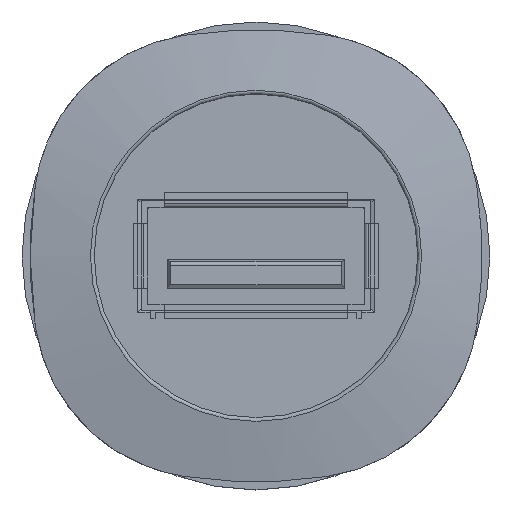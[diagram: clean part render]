
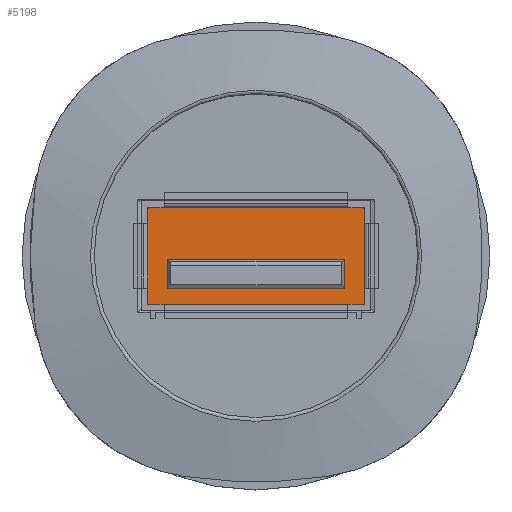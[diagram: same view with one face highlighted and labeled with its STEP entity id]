
A CAD part, top view. The second image highlights one B-rep face of the part: STEP entity #5198.
In plain terms, the highlighted planar face has unit normal (0, 0, 1).
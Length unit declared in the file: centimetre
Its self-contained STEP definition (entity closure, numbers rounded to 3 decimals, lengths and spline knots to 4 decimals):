
#80=PLANE('',#5524);
#259=FACE_BOUND('',#636,.T.);
#318=FACE_OUTER_BOUND('',#635,.T.);
#635=EDGE_LOOP('',(#3574,#3575,#3576,#3577,#3578,#3579));
#636=EDGE_LOOP('',(#3580,#3581,#3582,#3583));
#982=LINE('',#7712,#1527);
#983=LINE('',#7716,#1528);
#984=LINE('',#7718,#1529);
#985=LINE('',#7719,#1530);
#986=LINE('',#7722,#1531);
#987=LINE('',#7724,#1532);
#988=LINE('',#7726,#1533);
#989=LINE('',#7727,#1534);
#1527=VECTOR('',#6079,1.3312);
#1528=VECTOR('',#6082,0.591);
#1529=VECTOR('',#6083,1.34);
#1530=VECTOR('',#6084,0.591);
#1531=VECTOR('',#6085,0.18);
#1532=VECTOR('',#6086,1.1);
#1533=VECTOR('',#6087,0.18);
#1534=VECTOR('',#6088,1.1);
#2071=CIRCLE('',#5525,0.07);
#2072=CIRCLE('',#5526,0.07);
#2270=VERTEX_POINT('',#7708);
#2271=VERTEX_POINT('',#7709);
#2272=VERTEX_POINT('',#7711);
#2273=VERTEX_POINT('',#7713);
#2274=VERTEX_POINT('',#7715);
#2275=VERTEX_POINT('',#7717);
#2276=VERTEX_POINT('',#7720);
#2277=VERTEX_POINT('',#7721);
#2278=VERTEX_POINT('',#7723);
#2279=VERTEX_POINT('',#7725);
#2773=EDGE_CURVE('',#2270,#2271,#2071,.T.);
#2774=EDGE_CURVE('',#2272,#2270,#982,.T.);
#2775=EDGE_CURVE('',#2273,#2272,#2072,.T.);
#2776=EDGE_CURVE('',#2274,#2273,#983,.T.);
#2777=EDGE_CURVE('',#2275,#2274,#984,.T.);
#2778=EDGE_CURVE('',#2271,#2275,#985,.T.);
#2779=EDGE_CURVE('',#2276,#2277,#986,.T.);
#2780=EDGE_CURVE('',#2278,#2276,#987,.T.);
#2781=EDGE_CURVE('',#2279,#2278,#988,.T.);
#2782=EDGE_CURVE('',#2277,#2279,#989,.T.);
#3574=ORIENTED_EDGE('',*,*,#2773,.F.);
#3575=ORIENTED_EDGE('',*,*,#2774,.F.);
#3576=ORIENTED_EDGE('',*,*,#2775,.F.);
#3577=ORIENTED_EDGE('',*,*,#2776,.F.);
#3578=ORIENTED_EDGE('',*,*,#2777,.F.);
#3579=ORIENTED_EDGE('',*,*,#2778,.F.);
#3580=ORIENTED_EDGE('',*,*,#2779,.F.);
#3581=ORIENTED_EDGE('',*,*,#2780,.F.);
#3582=ORIENTED_EDGE('',*,*,#2781,.F.);
#3583=ORIENTED_EDGE('',*,*,#2782,.F.);
#5198=ADVANCED_FACE('',(#318,#259),#80,.T.);
#5524=AXIS2_PLACEMENT_3D('',#7707,#6075,#6076);
#5525=AXIS2_PLACEMENT_3D('',#7710,#6077,#6078);
#5526=AXIS2_PLACEMENT_3D('',#7714,#6080,#6081);
#6075=DIRECTION('center_axis',(0.,0.,
1.));
#6076=DIRECTION('ref_axis',(1.,0.,0.));
#6077=DIRECTION('center_axis',(0.,0.,
-1.));
#6078=DIRECTION('ref_axis',(0.707,0.707,0.));
#6079=DIRECTION('',(1.,0.,0.));
#6080=DIRECTION('center_axis',(0.,0.,
-1.));
#6081=DIRECTION('ref_axis',(-0.707,0.707,0.));
#6082=DIRECTION('',(0.,1.,0.));
#6083=DIRECTION('',(-1.,0.,0.));
#6084=DIRECTION('',(0.,-1.,0.));
#6085=DIRECTION('',(0.,1.,0.));
#6086=DIRECTION('',(1.,0.,0.));
#6087=DIRECTION('',(0.,-1.,0.));
#6088=DIRECTION('',(-1.,0.,0.));
#7707=CARTESIAN_POINT('Origin',(0.9625,-0.3367,-0.5461));
#7708=CARTESIAN_POINT('',(1.625,-0.0367,-0.5461));
#7709=CARTESIAN_POINT('',(1.6293,-0.0457,-0.5461));
#7710=CARTESIAN_POINT('Origin',(1.5643,-0.0717,-0.5461));
#7711=CARTESIAN_POINT('',(0.2937,-0.0367,-0.5461));
#7712=CARTESIAN_POINT('',(1.2959,-0.0367,-0.5461));
#7713=CARTESIAN_POINT('',(0.2893,-0.0457,-0.5461));
#7714=CARTESIAN_POINT('Origin',(0.3543,-0.0717,-0.5461));
#7715=CARTESIAN_POINT('',(0.2893,-0.6367,-0.5461));
#7716=CARTESIAN_POINT('',(0.2893,-0.1867,-0.5461));
#7717=CARTESIAN_POINT('',(1.6293,-0.6367,-0.5461));
#7718=CARTESIAN_POINT('',(0.6259,-0.6367,-0.5461));
#7719=CARTESIAN_POINT('',(1.6293,-0.4867,-0.5461));
#7720=CARTESIAN_POINT('',(1.5093,-0.5367,-0.5461));
#7721=CARTESIAN_POINT('',(1.5093,-0.3567,-0.5461));
#7722=CARTESIAN_POINT('',(1.5093,-0.3467,-0.5461));
#7723=CARTESIAN_POINT('',(0.4093,-0.5367,-0.5461));
#7724=CARTESIAN_POINT('',(1.2359,-0.5367,-0.5461));
#7725=CARTESIAN_POINT('',(0.4093,-0.3567,-0.5461));
#7726=CARTESIAN_POINT('',(0.4093,-0.4367,-0.5461));
#7727=CARTESIAN_POINT('',(0.6859,-0.3567,-0.5461));
